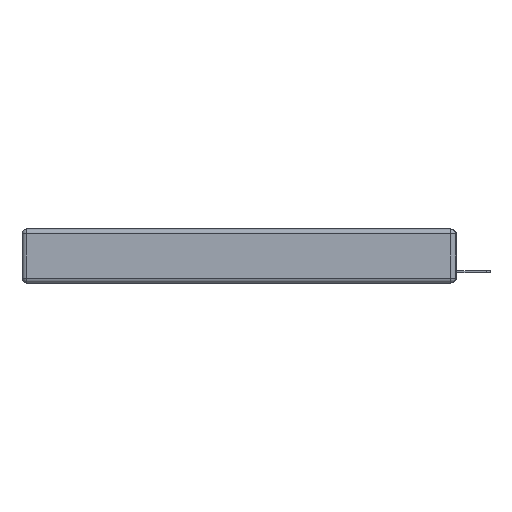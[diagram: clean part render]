
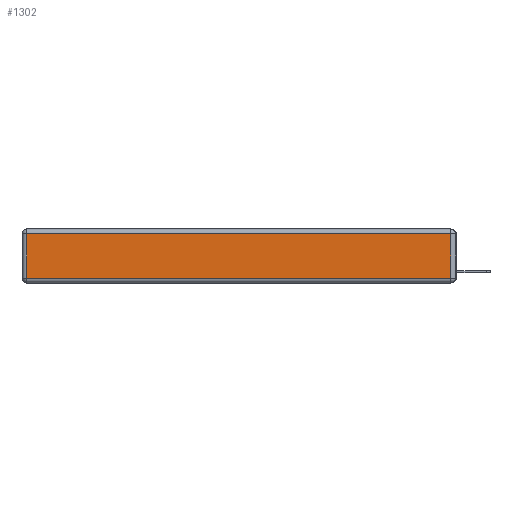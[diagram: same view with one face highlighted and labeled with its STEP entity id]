
A CAD part, left-side view. The second image highlights one B-rep face of the part: STEP entity #1302.
In plain terms, the highlighted planar face has unit normal (-1, 0, 0).
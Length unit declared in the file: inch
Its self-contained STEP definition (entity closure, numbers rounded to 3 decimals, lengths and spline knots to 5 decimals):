
#1302 = ADVANCED_FACE ( 'NONE', ( #13559 ), #3370, .T. ) ;
#2297 = LINE ( 'NONE', #7818, #21830 ) ;
#2310 = VERTEX_POINT ( 'NONE', #5430 ) ;
#3370 = PLANE ( 'NONE',  #22732 ) ;
#3477 = LINE ( 'NONE', #6031, #15176 ) ;
#5430 = CARTESIAN_POINT ( 'NONE',  ( 0., 2.72, -0.313 ) ) ;
#6028 = EDGE_CURVE ( 'NONE', #2310, #16219, #18180, .T. ) ;
#6031 = CARTESIAN_POINT ( 'NONE',  ( 0., 0.03, -0.343 ) ) ;
#6711 = EDGE_CURVE ( 'NONE', #20227, #12847, #20746, .T. ) ;
#7531 = ORIENTED_EDGE ( 'NONE', *, *, #6028, .T. ) ;
#7625 = EDGE_LOOP ( 'NONE', ( #7531, #10373, #12680, #8361 ) ) ;
#7743 = EDGE_CURVE ( 'NONE', #16219, #20227, #3477, .T. ) ;
#7818 = CARTESIAN_POINT ( 'NONE',  ( 0., 2.72, -0.343 ) ) ;
#7959 = EDGE_CURVE ( 'NONE', #12847, #2310, #2297, .T. ) ;
#8361 = ORIENTED_EDGE ( 'NONE', *, *, #7959, .T. ) ;
#8880 = CARTESIAN_POINT ( 'NONE',  ( 0., 0., -0.313 ) ) ;
#10284 = CARTESIAN_POINT ( 'NONE',  ( 0., 0.03, -0.03 ) ) ;
#10373 = ORIENTED_EDGE ( 'NONE', *, *, #7743, .T. ) ;
#10703 = DIRECTION ( 'NONE',  ( -1., 0., 0. ) ) ;
#12354 = DIRECTION ( 'NONE',  ( 0., 0., 1. ) ) ;
#12605 = DIRECTION ( 'NONE',  ( 0., 1., 0. ) ) ;
#12680 = ORIENTED_EDGE ( 'NONE', *, *, #6711, .T. ) ;
#12847 = VERTEX_POINT ( 'NONE', #19014 ) ;
#13229 = VECTOR ( 'NONE', #23734, 39.37008 ) ;
#13559 = FACE_OUTER_BOUND ( 'NONE', #7625, .T. ) ;
#15176 = VECTOR ( 'NONE', #19109, 39.37008 ) ;
#15788 = VECTOR ( 'NONE', #12605, 39.37008 ) ;
#16219 = VERTEX_POINT ( 'NONE', #23583 ) ;
#17989 = CARTESIAN_POINT ( 'NONE',  ( 0., 0., -0.343 ) ) ;
#18073 = CARTESIAN_POINT ( 'NONE',  ( 0., 2.75, -0.03 ) ) ;
#18180 = LINE ( 'NONE', #8880, #13229 ) ;
#19014 = CARTESIAN_POINT ( 'NONE',  ( 0., 2.72, -0.03 ) ) ;
#19109 = DIRECTION ( 'NONE',  ( 0., 0., 1. ) ) ;
#20227 = VERTEX_POINT ( 'NONE', #10284 ) ;
#20646 = DIRECTION ( 'NONE',  ( 0., 0., -1. ) ) ;
#20746 = LINE ( 'NONE', #18073, #15788 ) ;
#21830 = VECTOR ( 'NONE', #20646, 39.37008 ) ;
#22732 = AXIS2_PLACEMENT_3D ( 'NONE', #17989, #10703, #12354 ) ;
#23583 = CARTESIAN_POINT ( 'NONE',  ( 0., 0.03, -0.313 ) ) ;
#23734 = DIRECTION ( 'NONE',  ( 0., -1., 0. ) ) ;
